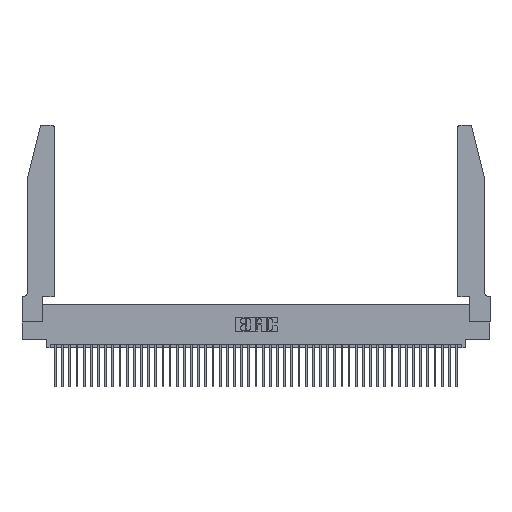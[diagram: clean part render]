
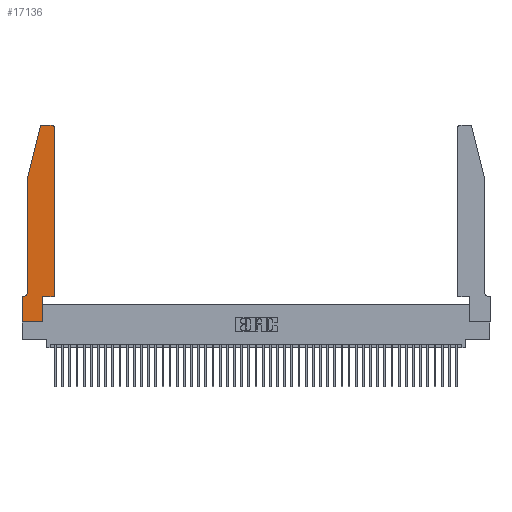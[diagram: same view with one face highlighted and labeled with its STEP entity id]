
A CAD part, top view. The second image highlights one B-rep face of the part: STEP entity #17136.
In plain terms, the highlighted planar face has unit normal (0, 0, 1).
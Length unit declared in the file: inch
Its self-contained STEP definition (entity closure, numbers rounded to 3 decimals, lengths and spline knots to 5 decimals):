
#63 = CARTESIAN_POINT ( 'NONE',  ( 0.0755, 2., 0.37 ) ) ;
#1189 = CARTESIAN_POINT ( 'NONE',  ( 0., 0., 0.37 ) ) ;
#1548 = LINE ( 'NONE', #46016, #38418 ) ;
#1989 = DIRECTION ( 'NONE',  ( 1., 0., 0. ) ) ;
#1992 = VERTEX_POINT ( 'NONE', #40906 ) ;
#2392 = FACE_OUTER_BOUND ( 'NONE', #25294, .T. ) ;
#2556 = VECTOR ( 'NONE', #7882, 39.37008 ) ;
#3570 = DIRECTION ( 'NONE',  ( 1., 0., 0. ) ) ;
#4052 = CARTESIAN_POINT ( 'NONE',  ( 0.284, 2.72, 0.37 ) ) ;
#4061 = CARTESIAN_POINT ( 'NONE',  ( 0., 0.35, 0.37 ) ) ;
#4257 = AXIS2_PLACEMENT_3D ( 'NONE', #39290, #17390, #42951 ) ;
#4714 = EDGE_CURVE ( 'NONE', #20210, #46871, #41797, .T. ) ;
#4784 = VERTEX_POINT ( 'NONE', #5354 ) ;
#4853 = CARTESIAN_POINT ( 'NONE',  ( 0., 0., 0.37 ) ) ;
#5354 = CARTESIAN_POINT ( 'NONE',  ( 0.284, 2.75, 0.37 ) ) ;
#5489 = VERTEX_POINT ( 'NONE', #9374 ) ;
#5819 = LINE ( 'NONE', #47364, #32851 ) ;
#6341 = ORIENTED_EDGE ( 'NONE', *, *, #19827, .T. ) ;
#7121 = VERTEX_POINT ( 'NONE', #32691 ) ;
#7161 = EDGE_CURVE ( 'NONE', #11331, #16023, #5819, .T. ) ;
#7540 = VERTEX_POINT ( 'NONE', #12924 ) ;
#7561 = CARTESIAN_POINT ( 'NONE',  ( 0.2865, 0.35, 0.37 ) ) ;
#7840 = DIRECTION ( 'NONE',  ( 1., 0., 0. ) ) ;
#7847 = DIRECTION ( 'NONE',  ( 0., 0., 1. ) ) ;
#7882 = DIRECTION ( 'NONE',  ( -0.239, -0.971, 0. ) ) ;
#9374 = CARTESIAN_POINT ( 'NONE',  ( 0.0055, 0.35, 0.37 ) ) ;
#11331 = VERTEX_POINT ( 'NONE', #45540 ) ;
#11555 = EDGE_CURVE ( 'NONE', #16023, #43826, #31852, .T. ) ;
#11658 = EDGE_CURVE ( 'NONE', #4784, #1992, #38128, .T. ) ;
#11721 = ORIENTED_EDGE ( 'NONE', *, *, #31113, .T. ) ;
#12218 = CARTESIAN_POINT ( 'NONE',  ( 0.4505, 0.35, 0.37 ) ) ;
#12541 = VERTEX_POINT ( 'NONE', #12609 ) ;
#12609 = CARTESIAN_POINT ( 'NONE',  ( 0.2865, 0.35, 0.37 ) ) ;
#12924 = CARTESIAN_POINT ( 'NONE',  ( 0.0755, 2., 0.37 ) ) ;
#13551 = DIRECTION ( 'NONE',  ( -1., 0., 0. ) ) ;
#13860 = AXIS2_PLACEMENT_3D ( 'NONE', #4052, #29892, #7840 ) ;
#13998 = LINE ( 'NONE', #40659, #32377 ) ;
#14813 = CIRCLE ( 'NONE', #4257, 0.07 ) ;
#14866 = DIRECTION ( 'NONE',  ( 0., -1., 0. ) ) ;
#15476 = ORIENTED_EDGE ( 'NONE', *, *, #7161, .T. ) ;
#15984 = CARTESIAN_POINT ( 'NONE',  ( 0.4205, 2.75, 0.37 ) ) ;
#16023 = VERTEX_POINT ( 'NONE', #26205 ) ;
#17136 = ADVANCED_FACE ( 'NONE', ( #2392 ), #26233, .T. ) ;
#17390 = DIRECTION ( 'NONE',  ( 0., 0., -1. ) ) ;
#18270 = ORIENTED_EDGE ( 'NONE', *, *, #23972, .T. ) ;
#19819 = EDGE_CURVE ( 'NONE', #7540, #7121, #24970, .T. ) ;
#19827 = EDGE_CURVE ( 'NONE', #5489, #20210, #13998, .T. ) ;
#20210 = VERTEX_POINT ( 'NONE', #32322 ) ;
#22367 = VECTOR ( 'NONE', #34143, 39.37008 ) ;
#22903 = LINE ( 'NONE', #12218, #32611 ) ;
#23436 = VECTOR ( 'NONE', #40789, 39.37008 ) ;
#23485 = ORIENTED_EDGE ( 'NONE', *, *, #11658, .T. ) ;
#23972 = EDGE_CURVE ( 'NONE', #12541, #11331, #22903, .T. ) ;
#24142 = EDGE_CURVE ( 'NONE', #7121, #5489, #14813, .T. ) ;
#24970 = LINE ( 'NONE', #63, #44361 ) ;
#25294 = EDGE_LOOP ( 'NONE', ( #27047, #23485, #11721, #39858, #43379, #6341, #35111, #36536, #32593, #18270, #15476, #46733 ) ) ;
#25529 = DIRECTION ( 'NONE',  ( 0., 1., 0. ) ) ;
#25754 = DIRECTION ( 'NONE',  ( 0., 0., 1. ) ) ;
#26205 = CARTESIAN_POINT ( 'NONE',  ( 0.4505, 2.72, 0.37 ) ) ;
#26233 = PLANE ( 'NONE',  #40785 ) ;
#27047 = ORIENTED_EDGE ( 'NONE', *, *, #33382, .T. ) ;
#27430 = EDGE_CURVE ( 'NONE', #40540, #12541, #41705, .T. ) ;
#29892 = DIRECTION ( 'NONE',  ( 0., 0., 1. ) ) ;
#29937 = CARTESIAN_POINT ( 'NONE',  ( 0.0755, 2., 0.37 ) ) ;
#31113 = EDGE_CURVE ( 'NONE', #1992, #7540, #31989, .T. ) ;
#31850 = CARTESIAN_POINT ( 'NONE',  ( 0.2605, 2.75, 0.37 ) ) ;
#31852 = CIRCLE ( 'NONE', #46668, 0.03 ) ;
#31989 = LINE ( 'NONE', #29937, #2556 ) ;
#32322 = CARTESIAN_POINT ( 'NONE',  ( 0., 0.35, 0.37 ) ) ;
#32377 = VECTOR ( 'NONE', #44305, 39.37008 ) ;
#32593 = ORIENTED_EDGE ( 'NONE', *, *, #27430, .T. ) ;
#32611 = VECTOR ( 'NONE', #34200, 39.37008 ) ;
#32691 = CARTESIAN_POINT ( 'NONE',  ( 0.0755, 0.42, 0.37 ) ) ;
#32851 = VECTOR ( 'NONE', #25529, 39.37008 ) ;
#32903 = VECTOR ( 'NONE', #13551, 39.37008 ) ;
#33382 = EDGE_CURVE ( 'NONE', #43826, #4784, #41483, .T. ) ;
#33549 = DIRECTION ( 'NONE',  ( 1., 0., 0. ) ) ;
#34143 = DIRECTION ( 'NONE',  ( 0., -1., 0. ) ) ;
#34200 = DIRECTION ( 'NONE',  ( 1., 0., 0. ) ) ;
#35111 = ORIENTED_EDGE ( 'NONE', *, *, #4714, .T. ) ;
#35438 = EDGE_CURVE ( 'NONE', #46871, #40540, #1548, .T. ) ;
#36536 = ORIENTED_EDGE ( 'NONE', *, *, #35438, .T. ) ;
#38128 = CIRCLE ( 'NONE', #13860, 0.03 ) ;
#38418 = VECTOR ( 'NONE', #1989, 39.37008 ) ;
#39290 = CARTESIAN_POINT ( 'NONE',  ( 0.0055, 0.42, 0.37 ) ) ;
#39858 = ORIENTED_EDGE ( 'NONE', *, *, #19819, .T. ) ;
#40540 = VERTEX_POINT ( 'NONE', #44726 ) ;
#40659 = CARTESIAN_POINT ( 'NONE',  ( 0.0755, 0.35, 0.37 ) ) ;
#40785 = AXIS2_PLACEMENT_3D ( 'NONE', #4061, #7847, #33549 ) ;
#40789 = DIRECTION ( 'NONE',  ( 0., 1., 0. ) ) ;
#40906 = CARTESIAN_POINT ( 'NONE',  ( 0.25487, 2.72718, 0.37 ) ) ;
#41483 = LINE ( 'NONE', #31850, #32903 ) ;
#41705 = LINE ( 'NONE', #7561, #23436 ) ;
#41797 = LINE ( 'NONE', #4853, #22367 ) ;
#42951 = DIRECTION ( 'NONE',  ( -1., 0., 0. ) ) ;
#43379 = ORIENTED_EDGE ( 'NONE', *, *, #24142, .T. ) ;
#43826 = VERTEX_POINT ( 'NONE', #15984 ) ;
#44305 = DIRECTION ( 'NONE',  ( -1., 0., 0. ) ) ;
#44361 = VECTOR ( 'NONE', #14866, 39.37008 ) ;
#44726 = CARTESIAN_POINT ( 'NONE',  ( 0.2865, 0., 0.37 ) ) ;
#45540 = CARTESIAN_POINT ( 'NONE',  ( 0.4505, 0.35, 0.37 ) ) ;
#46016 = CARTESIAN_POINT ( 'NONE',  ( 0., 0., 0.37 ) ) ;
#46668 = AXIS2_PLACEMENT_3D ( 'NONE', #47589, #25754, #3570 ) ;
#46733 = ORIENTED_EDGE ( 'NONE', *, *, #11555, .T. ) ;
#46871 = VERTEX_POINT ( 'NONE', #1189 ) ;
#47364 = CARTESIAN_POINT ( 'NONE',  ( 0.4505, 0.35, 0.37 ) ) ;
#47589 = CARTESIAN_POINT ( 'NONE',  ( 0.4205, 2.72, 0.37 ) ) ;
